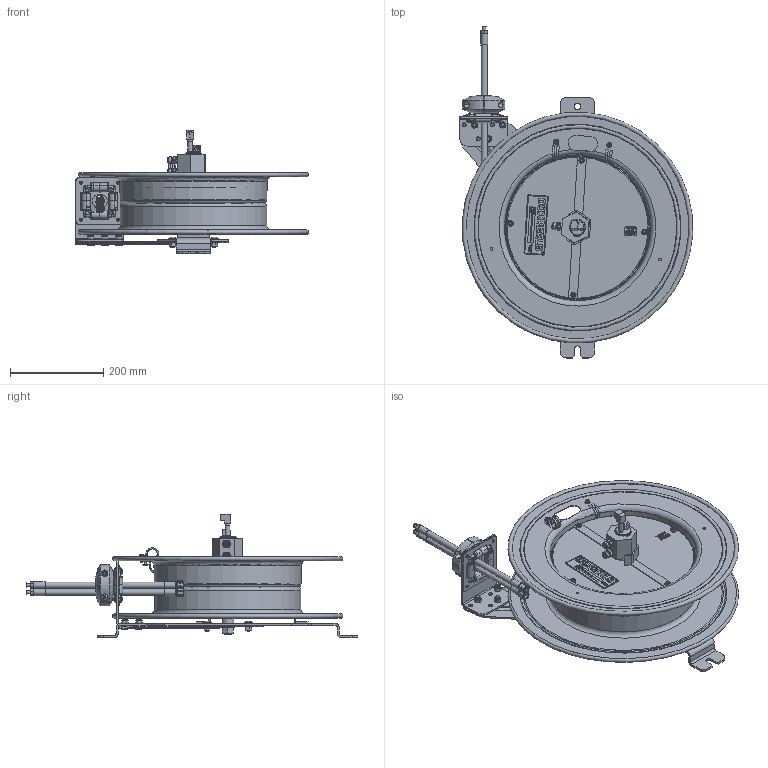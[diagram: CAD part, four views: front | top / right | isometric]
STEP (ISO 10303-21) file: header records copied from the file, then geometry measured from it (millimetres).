
FILE_DESCRIPTION(/* description */ (''),/* implementation_level */ '2;1');
FILE_NAME(/* name */ 'SG19WT-175_SHARED.stp',/* time_stamp */ '2020-03-06T09:10:54-07:00',/* author */ ('NMelton'),/* organization */ (''),/* preprocessor_version */ 'ST-DEVELOPER v17',/* originating_system */ 'Autodesk Inventor 2019',/* authorisation */ '');
FILE_SCHEMA (('AUTOMOTIVE_DESIGN { 1 0 10303 214 3 1 1 }'));
Products named in the file (1): SG19WT-175_SHARED
Bounding box: 500.57 x 712.15 x 265.58 mm (x, y, z)
Surface area: 1543742.8 mm2 (no closed solid volume)
Topology: 0 solids, 185 shells, 2781 faces, 12122 edges, 9108 vertices
Faces by surface type: plane 1446, cylinder 558, bspline 433, cone 201, torus 108, sphere 35
Full cylindrical faces by diameter (mm): 1.93 x2, 2.54 x1, 3.048 x1, 3.81 x2, 3.962 x2, 4.699 x3, 4.75 x3, 4.826 x2, 5.08 x2, 5.159 x1, 5.182 x2, 5.556 x3, 5.575 x1, 5.588 x3, 6.35 x10, 7.112 x2, 7.938 x3, 8.731 x3, 8.733 x4, 8.89 x3, 10.312 x1, 11.43 x3, 11.557 x4, 12.192 x7, 13.081 x2, 13.492 x1, 13.494 x4, 14.287 x2, 14.605 x4, 15.875 x1
Entity records: 134814 total; most frequent: CARTESIAN_POINT 41137, ORIENTED_EDGE 17499, DIRECTION 16256, EDGE_CURVE 12083, VERTEX_POINT 9108, LINE 6880, VECTOR 6880, AXIS2_PLACEMENT_3D 4688
